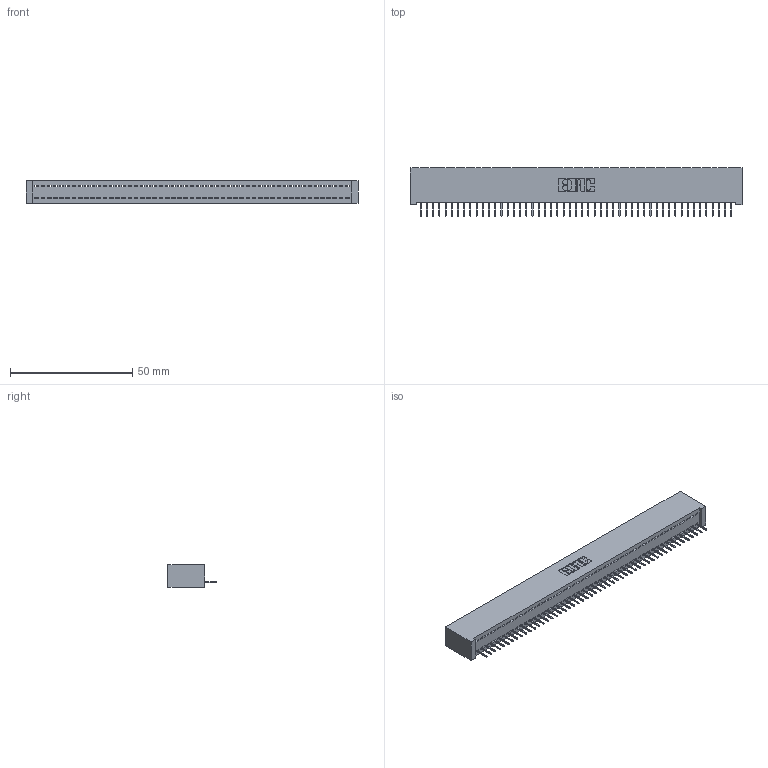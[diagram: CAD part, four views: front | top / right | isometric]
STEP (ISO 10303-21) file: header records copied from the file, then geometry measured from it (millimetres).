
FILE_DESCRIPTION (( 'STEP AP203' ), '1' );
FILE_NAME ('392-051-524-101.STEP', '2018-08-17T03:35:18', ( '' ), ( '' ), 'SwSTEP 2.0', 'SolidWorks 2016', '' );
FILE_SCHEMA (( 'CONFIG_CONTROL_DESIGN' ));
Length unit declared in the file: inch
Products named in the file (3): 345-292-001_345-293-124; 392-051-524-101; 342 Part_Lugless
Assembly tree (52 placements, depth 2):
  392-051-524-101
    342 Part_Lugless
    345-292-001_345-293-124  x51
Bounding box: 135.79 x 19.69 x 9.4 mm (x, y, z)
Volume: 12146.6 mm3; surface area: 17702.3 mm2
Topology: 52 solids, 52 shells, 3264 faces, 9455 edges, 6098 vertices
Faces by surface type: plane 2510, cylinder 754
Entity records: 29679 total; most frequent: CARTESIAN_POINT 5123, ORIENTED_EDGE 5110, DIRECTION 4297, EDGE_CURVE 2555, VECTOR 2439, LINE 2439, VERTEX_POINT 1698, AXIS2_PLACEMENT_3D 929
